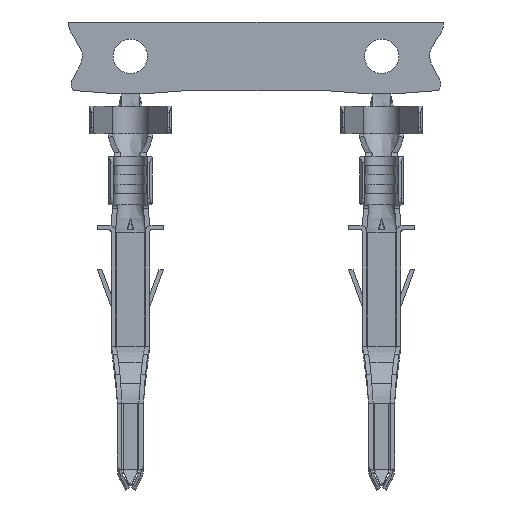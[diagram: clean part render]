
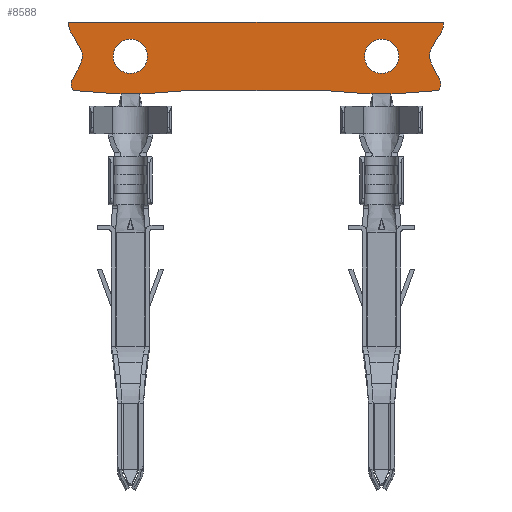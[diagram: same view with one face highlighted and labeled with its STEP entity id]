
A CAD part, top view. The second image highlights one B-rep face of the part: STEP entity #8588.
In plain terms, the highlighted planar face has unit normal (0, 0, 1).
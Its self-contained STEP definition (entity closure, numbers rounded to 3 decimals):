
#242=PLANE('',#9097);
#534=CIRCLE('',#9098,0.75);
#535=CIRCLE('',#9099,0.75);
#732=LINE('',#13285,#1556);
#733=LINE('',#13295,#1557);
#734=LINE('',#13304,#1558);
#735=LINE('',#13306,#1559);
#736=LINE('',#13308,#1560);
#737=LINE('',#13310,#1561);
#738=LINE('',#13312,#1562);
#739=LINE('',#13314,#1563);
#740=LINE('',#13316,#1564);
#741=LINE('',#13318,#1565);
#742=LINE('',#13320,#1566);
#743=LINE('',#13322,#1567);
#1556=VECTOR('',#9813,1000.);
#1557=VECTOR('',#9814,1000.);
#1558=VECTOR('',#9815,1000.);
#1559=VECTOR('',#9816,1000.);
#1560=VECTOR('',#9817,1000.);
#1561=VECTOR('',#9818,1000.);
#1562=VECTOR('',#9819,1000.);
#1563=VECTOR('',#9820,1000.);
#1564=VECTOR('',#9821,1000.);
#1565=VECTOR('',#9822,1000.);
#1566=VECTOR('',#9823,1000.);
#1567=VECTOR('',#9824,1000.);
#2424=ORIENTED_EDGE('',*,*,#5118,.T.);
#2425=ORIENTED_EDGE('',*,*,#5119,.T.);
#2426=ORIENTED_EDGE('',*,*,#5120,.F.);
#2427=ORIENTED_EDGE('',*,*,#5121,.T.);
#2428=ORIENTED_EDGE('',*,*,#5122,.T.);
#2429=ORIENTED_EDGE('',*,*,#5123,.T.);
#2430=ORIENTED_EDGE('',*,*,#5124,.F.);
#2431=ORIENTED_EDGE('',*,*,#5125,.F.);
#2432=ORIENTED_EDGE('',*,*,#5126,.T.);
#2433=ORIENTED_EDGE('',*,*,#5127,.F.);
#2434=ORIENTED_EDGE('',*,*,#5128,.F.);
#2435=ORIENTED_EDGE('',*,*,#5129,.T.);
#2436=ORIENTED_EDGE('',*,*,#5130,.F.);
#2437=ORIENTED_EDGE('',*,*,#5131,.F.);
#2438=ORIENTED_EDGE('',*,*,#5132,.T.);
#2439=ORIENTED_EDGE('',*,*,#5133,.F.);
#5118=EDGE_CURVE('',#6464,#6464,#534,.T.);
#5119=EDGE_CURVE('',#6465,#6465,#535,.T.);
#5120=EDGE_CURVE('',#6466,#6467,#732,.T.);
#5121=EDGE_CURVE('',#6466,#6468,#7308,.T.);
#5122=EDGE_CURVE('',#6468,#6469,#733,.T.);
#5123=EDGE_CURVE('',#6469,#6470,#7309,.T.);
#5124=EDGE_CURVE('',#6471,#6470,#734,.T.);
#5125=EDGE_CURVE('',#6472,#6471,#735,.T.);
#5126=EDGE_CURVE('',#6472,#6473,#736,.F.);
#5127=EDGE_CURVE('',#6474,#6473,#737,.T.);
#5128=EDGE_CURVE('',#6475,#6474,#738,.T.);
#5129=EDGE_CURVE('',#6475,#6476,#739,.T.);
#5130=EDGE_CURVE('',#6477,#6476,#740,.T.);
#5131=EDGE_CURVE('',#6478,#6477,#741,.T.);
#5132=EDGE_CURVE('',#6478,#6479,#742,.F.);
#5133=EDGE_CURVE('',#6467,#6479,#743,.T.);
#6464=VERTEX_POINT('',#13282);
#6465=VERTEX_POINT('',#13284);
#6466=VERTEX_POINT('',#13286);
#6467=VERTEX_POINT('',#13287);
#6468=VERTEX_POINT('',#13294);
#6469=VERTEX_POINT('',#13296);
#6470=VERTEX_POINT('',#13303);
#6471=VERTEX_POINT('',#13305);
#6472=VERTEX_POINT('',#13307);
#6473=VERTEX_POINT('',#13309);
#6474=VERTEX_POINT('',#13311);
#6475=VERTEX_POINT('',#13313);
#6476=VERTEX_POINT('',#13315);
#6477=VERTEX_POINT('',#13317);
#6478=VERTEX_POINT('',#13319);
#6479=VERTEX_POINT('',#13321);
#7308=B_SPLINE_CURVE_WITH_KNOTS('',3,(#13288,#13289,#13290,#13291,#13292,
#13293),.UNSPECIFIED.,.F.,.F.,(4,1,1,4),(0.,0.237,0.568,
1.),.UNSPECIFIED.);
#7309=B_SPLINE_CURVE_WITH_KNOTS('',3,(#13297,#13298,#13299,#13300,#13301,
#13302),.UNSPECIFIED.,.F.,.F.,(4,1,1,4),(0.,0.432,0.763,
1.),.UNSPECIFIED.);
#7544=EDGE_LOOP('',(#2424));
#7545=EDGE_LOOP('',(#2425));
#7546=EDGE_LOOP('',(#2426,#2427,#2428,#2429,#2430,#2431,#2432,#2433,#2434,
#2435,#2436,#2437,#2438,#2439));
#8044=FACE_BOUND('',#7544,.T.);
#8045=FACE_BOUND('',#7545,.T.);
#8046=FACE_BOUND('',#7546,.T.);
#8588=ADVANCED_FACE('',(#8044,#8045,#8046),#242,.T.);
#9097=AXIS2_PLACEMENT_3D('',#13280,#9807,#9808);
#9098=AXIS2_PLACEMENT_3D('',#13281,#9809,#9810);
#9099=AXIS2_PLACEMENT_3D('',#13283,#9811,#9812);
#9807=DIRECTION('',(0.,0.,1.));
#9808=DIRECTION('',(1.,0.,0.));
#9809=DIRECTION('',(0.,0.,-1.));
#9810=DIRECTION('',(1.,0.,0.));
#9811=DIRECTION('',(0.,0.,-1.));
#9812=DIRECTION('',(-1.,0.,0.));
#9813=DIRECTION('',(-0.997,-0.077,0.));
#9814=DIRECTION('',(-1.,0.,0.));
#9815=DIRECTION('',(-0.997,0.077,0.));
#9816=DIRECTION('',(-1.,0.,0.));
#9817=DIRECTION('',(-1.,0.,0.));
#9818=DIRECTION('',(-1.,0.,0.));
#9819=DIRECTION('',(-0.997,-0.077,0.));
#9820=DIRECTION('',(1.,0.,0.));
#9821=DIRECTION('',(-0.997,0.077,0.));
#9822=DIRECTION('',(-1.,0.,0.));
#9823=DIRECTION('',(-1.,0.,0.));
#9824=DIRECTION('',(-1.,0.,0.));
#13280=CARTESIAN_POINT('',(-5.5,11.2,-0.15));
#13281=CARTESIAN_POINT('',(0.,12.7,-0.15));
#13282=CARTESIAN_POINT('',(0.75,12.7,-0.15));
#13283=CARTESIAN_POINT('',(11.,12.7,-0.15));
#13284=CARTESIAN_POINT('',(10.25,12.7,-0.15));
#13285=CARTESIAN_POINT('',(13.5,11.2,-0.15));
#13286=CARTESIAN_POINT('',(13.5,11.2,-0.15));
#13287=CARTESIAN_POINT('',(11.57,11.05,-0.15));
#13288=CARTESIAN_POINT('',(13.5,11.2,-0.15));
#13289=CARTESIAN_POINT('',(13.659,11.424,-0.15));
#13290=CARTESIAN_POINT('',(13.508,11.851,-0.15));
#13291=CARTESIAN_POINT('',(12.717,12.943,-0.15));
#13292=CARTESIAN_POINT('',(13.775,13.695,-0.15));
#13293=CARTESIAN_POINT('',(13.705,14.2,-0.15));
#13294=CARTESIAN_POINT('',(13.705,14.2,-0.15));
#13295=CARTESIAN_POINT('',(5.5,14.2,-0.15));
#13296=CARTESIAN_POINT('',(-2.705,14.2,-0.15));
#13297=CARTESIAN_POINT('',(-2.705,14.2,-0.15));
#13298=CARTESIAN_POINT('',(-2.775,13.695,-0.15));
#13299=CARTESIAN_POINT('',(-1.717,12.943,-0.15));
#13300=CARTESIAN_POINT('',(-2.508,11.851,-0.15));
#13301=CARTESIAN_POINT('',(-2.659,11.424,-0.15));
#13302=CARTESIAN_POINT('',(-2.5,11.2,-0.15));
#13303=CARTESIAN_POINT('',(-2.5,11.2,-0.15));
#13304=CARTESIAN_POINT('',(-0.57,11.05,-0.15));
#13305=CARTESIAN_POINT('',(-0.57,11.05,-0.15));
#13306=CARTESIAN_POINT('',(0.57,11.05,-0.15));
#13307=CARTESIAN_POINT('',(-0.4,11.05,-0.15));
#13308=CARTESIAN_POINT('',(0.4,11.05,-0.15));
#13309=CARTESIAN_POINT('',(0.4,11.05,-0.15));
#13310=CARTESIAN_POINT('',(0.57,11.05,-0.15));
#13311=CARTESIAN_POINT('',(0.57,11.05,-0.15));
#13312=CARTESIAN_POINT('',(2.5,11.2,-0.15));
#13313=CARTESIAN_POINT('',(2.5,11.2,-0.15));
#13314=CARTESIAN_POINT('',(-5.5,11.2,-0.15));
#13315=CARTESIAN_POINT('',(8.5,11.2,-0.15));
#13316=CARTESIAN_POINT('',(10.43,11.05,-0.15));
#13317=CARTESIAN_POINT('',(10.43,11.05,-0.15));
#13318=CARTESIAN_POINT('',(11.57,11.05,-0.15));
#13319=CARTESIAN_POINT('',(10.6,11.05,-0.15));
#13320=CARTESIAN_POINT('',(11.4,11.05,-0.15));
#13321=CARTESIAN_POINT('',(11.4,11.05,-0.15));
#13322=CARTESIAN_POINT('',(11.57,11.05,-0.15));
